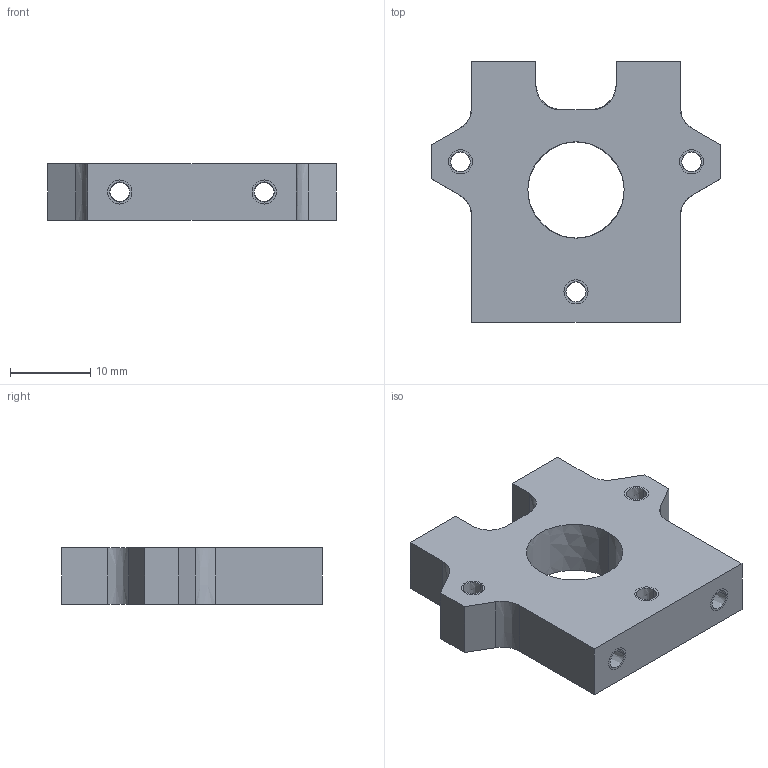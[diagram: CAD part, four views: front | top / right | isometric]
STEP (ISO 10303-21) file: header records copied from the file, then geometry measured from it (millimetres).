
FILE_DESCRIPTION((''),'2;1');
FILE_NAME('100119-A_SUPPORT-PLATINE','2021-03-26T',('laurent'),(''),'PRO/ENGINEER BY PARAMETRIC TECHNOLOGY CORPORATION, 2004090','PRO/ENGINEER BY PARAMETRIC TECHNOLOGY CORPORATION, 2004090','');
FILE_SCHEMA(('CONFIG_CONTROL_DESIGN','SHAPE_APPEARANCE_LAYERS_GROUPS'));
Length unit declared in the file: millimetre
Products named in the file (1): 100119-A_SUPPORT-PLATINE
Bounding box: 36 x 32.5 x 7 mm (x, y, z)
Volume: 4817.1 mm3; surface area: 3929.5 mm2
Topology: 1 solids, 8 shells, 54 faces, 152 edges, 104 vertices
Faces by surface type: bspline 54
Entity records: 2706 total; most frequent: CARTESIAN_POINT 1169, ORIENTED_EDGE 276, DIRECTION 226, COLOUR_RGB 194, EDGE_CURVE 152, VERTEX_POINT 104, VECTOR 80, LINE 80
